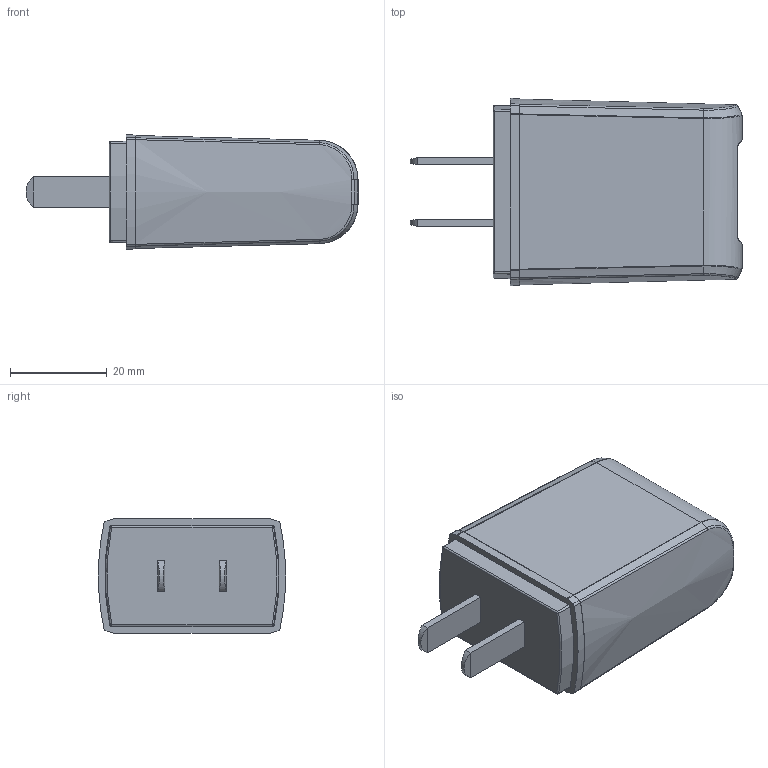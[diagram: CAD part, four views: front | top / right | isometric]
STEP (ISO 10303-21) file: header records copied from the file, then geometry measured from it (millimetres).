
FILE_DESCRIPTION((''),'2;1');
FILE_NAME('GTM86100-10VV-W2C-USB-4_ASM','2022-09-23T09:51:40',('jirenqiang'),(''),'CREO PARAMETRIC BY PTC INC, 2018050','CREO PARAMETRIC BY PTC INC, 2018050','');
FILE_SCHEMA(('CONFIG_CONTROL_DESIGN'));
Length unit declared in the file: millimetre
Products named in the file (8): TOP-C; BOT__1; BOT_ASM; UL_AC_PIN__; UL_AC_PIN__1; UL_AC_PIN_ASM; SPRING; GTM86100-10VV-W2C-USB-4_ASM
Assembly tree (8 placements, depth 3):
  GTM86100-10VV-W2C-USB-4_ASM
    TOP-C
    BOT_ASM
      BOT__1
    UL_AC_PIN_ASM
      UL_AC_PIN__
      UL_AC_PIN__1
    SPRING  x2
Bounding box: 68.7 x 38.74 x 23.69 mm (x, y, z)
Volume: 14248 mm3; surface area: 15504.1 mm2
Topology: 6 solids, 6 shells, 698 faces, 1821 edges, 1139 vertices
Faces by surface type: plane 325, cylinder 176, bspline 67, cone 59, torus 52, sphere 19
Entity records: 23928 total; most frequent: CARTESIAN_POINT 8331, ORIENTED_EDGE 3378, DIRECTION 2997, EDGE_CURVE 1689, VERTEX_POINT 1063, AXIS2_PLACEMENT_3D 1043, VECTOR 911, LINE 911
